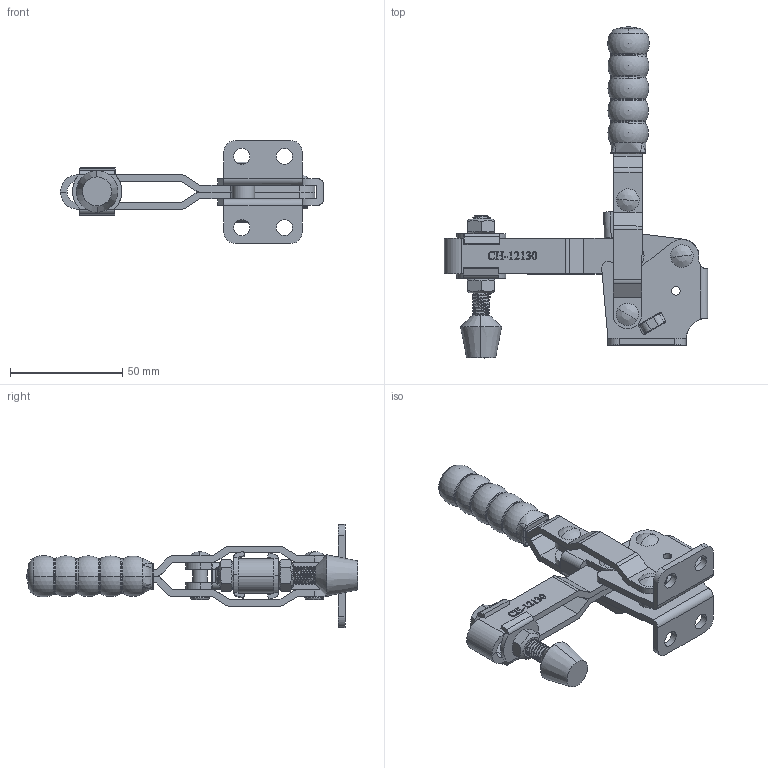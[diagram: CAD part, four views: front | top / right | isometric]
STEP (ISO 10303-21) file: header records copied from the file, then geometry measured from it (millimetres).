
FILE_DESCRIPTION (( 'STEP AP203' ), '1' );
FILE_NAME ('CH-12130.STEP', '2017-11-08T01:40:00', ( 'Windows' ), ( 'Microsoft' ), 'SwSTEP 2.0', 'SolidWorks 2015', '' );
FILE_SCHEMA (( 'CONFIG_CONTROL_DESIGN' ));
Length unit declared in the file: millimetre
Products named in the file (12): CH-12130; CH-12130-08; CH-12130-01 FLANGED BASE; CH-12130-02 SHORT U-BAR; CH-FW-516; CH-12130-04 CONNECTING-PLATE; CH-FC-56212 Nut; CH-12130-03 STRAIGHT HANDLE; CH-FC-56212 SPINDLE SUPPLIED; CH-12130-06; CH-12130綵竄忒梟杶; CH-12130-05
Assembly tree (15 placements, depth 2):
  CH-12130
    CH-12130-03 STRAIGHT HANDLE
    CH-12130-06  x2
    CH-12130-05
    CH-12130-08  x2
    CH-12130-01 FLANGED BASE
    CH-12130-02 SHORT U-BAR
    CH-FW-516  x2
    CH-12130-04 CONNECTING-PLATE
    CH-FC-56212 Nut  x2
    CH-FC-56212 SPINDLE SUPPLIED
    CH-12130綵竄忒梟杶
Bounding box: 117.5 x 148.15 x 46 mm (x, y, z)
Volume: 56020.6 mm3; surface area: 45362.6 mm2
Topology: 17 solids, 17 shells, 928 faces, 2543 edges, 1658 vertices
Faces by surface type: plane 325, bspline 250, cylinder 244, torus 52, cone 43, sphere 14
Entity records: 40307 total; most frequent: CARTESIAN_POINT 19220, ORIENTED_EDGE 4610, DIRECTION 3332, EDGE_CURVE 2305, VERTEX_POINT 1517, LINE 1170, VECTOR 1170, AXIS2_PLACEMENT_3D 1081
